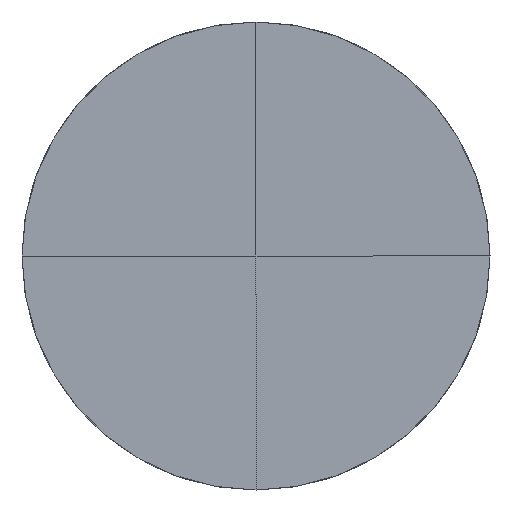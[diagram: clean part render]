
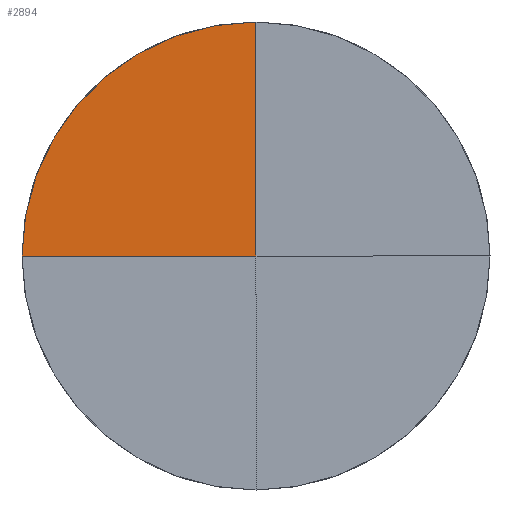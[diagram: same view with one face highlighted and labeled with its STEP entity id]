
A CAD part, left-side view. The second image highlights one B-rep face of the part: STEP entity #2894.
In plain terms, the highlighted planar face has unit normal (-1, 0, 0).
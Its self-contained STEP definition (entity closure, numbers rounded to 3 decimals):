
#2505 = CYLINDRICAL_SURFACE('',#2506,2.);
#2506 = AXIS2_PLACEMENT_3D('',#2507,#2508,#2509);
#2507 = CARTESIAN_POINT('',(0.5,0.,0.));
#2508 = DIRECTION('',(-1.,-0.,-0.));
#2509 = DIRECTION('',(0.,1.,0.));
#2685 = VERTEX_POINT('',#2686);
#2686 = CARTESIAN_POINT('',(0.,0.,2.));
#2706 = EDGE_CURVE('',#2707,#2685,#2709,.T.);
#2707 = VERTEX_POINT('',#2708);
#2708 = CARTESIAN_POINT('',(0.,2.,0.));
#2709 = SURFACE_CURVE('',#2710,(#2715,#2722),.PCURVE_S1.);
#2710 = CIRCLE('',#2711,2.);
#2711 = AXIS2_PLACEMENT_3D('',#2712,#2713,#2714);
#2712 = CARTESIAN_POINT('',(0.,0.,0.));
#2713 = DIRECTION('',(1.,0.,0.));
#2714 = DIRECTION('',(-0.,1.,0.));
#2715 = PCURVE('',#2505,#2716);
#2716 = DEFINITIONAL_REPRESENTATION('',(#2717),#2721);
#2717 = LINE('',#2718,#2719);
#2718 = CARTESIAN_POINT('',(-0.,0.5));
#2719 = VECTOR('',#2720,1.);
#2720 = DIRECTION('',(-1.,0.));
#2721 = ( GEOMETRIC_REPRESENTATION_CONTEXT(2) 
PARAMETRIC_REPRESENTATION_CONTEXT() REPRESENTATION_CONTEXT('2D SPACE',''
  ) );
#2722 = PCURVE('',#2723,#2728);
#2723 = PLANE('',#2724);
#2724 = AXIS2_PLACEMENT_3D('',#2725,#2726,#2727);
#2725 = CARTESIAN_POINT('',(0.,0.,0.));
#2726 = DIRECTION('',(1.,0.,0.));
#2727 = DIRECTION('',(-0.,1.,0.));
#2728 = DEFINITIONAL_REPRESENTATION('',(#2729),#2733);
#2729 = CIRCLE('',#2730,2.);
#2730 = AXIS2_PLACEMENT_2D('',#2731,#2732);
#2731 = CARTESIAN_POINT('',(0.,0.));
#2732 = DIRECTION('',(1.,0.));
#2733 = ( GEOMETRIC_REPRESENTATION_CONTEXT(2) 
PARAMETRIC_REPRESENTATION_CONTEXT() REPRESENTATION_CONTEXT('2D SPACE',''
  ) );
#2809 = PLANE('',#2810);
#2810 = AXIS2_PLACEMENT_3D('',#2811,#2812,#2813);
#2811 = CARTESIAN_POINT('',(0.,0.,0.));
#2812 = DIRECTION('',(1.,0.,0.));
#2813 = DIRECTION('',(0.,0.,-1.));
#2882 = PLANE('',#2883);
#2883 = AXIS2_PLACEMENT_3D('',#2884,#2885,#2886);
#2884 = CARTESIAN_POINT('',(0.,0.,0.));
#2885 = DIRECTION('',(1.,0.,0.));
#2886 = DIRECTION('',(0.,0.,1.));
#2894 = ADVANCED_FACE('',(#2895),#2723,.F.);
#2895 = FACE_BOUND('',#2896,.F.);
#2896 = EDGE_LOOP('',(#2897,#2898,#2921));
#2897 = ORIENTED_EDGE('',*,*,#2706,.T.);
#2898 = ORIENTED_EDGE('',*,*,#2899,.T.);
#2899 = EDGE_CURVE('',#2685,#2900,#2902,.T.);
#2900 = VERTEX_POINT('',#2901);
#2901 = CARTESIAN_POINT('',(0.,0.,0.));
#2902 = SURFACE_CURVE('',#2903,(#2907,#2914),.PCURVE_S1.);
#2903 = LINE('',#2904,#2905);
#2904 = CARTESIAN_POINT('',(0.,0.,2.));
#2905 = VECTOR('',#2906,1.);
#2906 = DIRECTION('',(0.,0.,-1.));
#2907 = PCURVE('',#2723,#2908);
#2908 = DEFINITIONAL_REPRESENTATION('',(#2909),#2913);
#2909 = LINE('',#2910,#2911);
#2910 = CARTESIAN_POINT('',(0.,2.));
#2911 = VECTOR('',#2912,1.);
#2912 = DIRECTION('',(0.,-1.));
#2913 = ( GEOMETRIC_REPRESENTATION_CONTEXT(2) 
PARAMETRIC_REPRESENTATION_CONTEXT() REPRESENTATION_CONTEXT('2D SPACE',''
  ) );
#2914 = PCURVE('',#2882,#2915);
#2915 = DEFINITIONAL_REPRESENTATION('',(#2916),#2920);
#2916 = LINE('',#2917,#2918);
#2917 = CARTESIAN_POINT('',(2.,0.));
#2918 = VECTOR('',#2919,1.);
#2919 = DIRECTION('',(-1.,0.));
#2920 = ( GEOMETRIC_REPRESENTATION_CONTEXT(2) 
PARAMETRIC_REPRESENTATION_CONTEXT() REPRESENTATION_CONTEXT('2D SPACE',''
  ) );
#2921 = ORIENTED_EDGE('',*,*,#2922,.F.);
#2922 = EDGE_CURVE('',#2707,#2900,#2923,.T.);
#2923 = SURFACE_CURVE('',#2924,(#2928,#2935),.PCURVE_S1.);
#2924 = LINE('',#2925,#2926);
#2925 = CARTESIAN_POINT('',(0.,2.,0.));
#2926 = VECTOR('',#2927,1.);
#2927 = DIRECTION('',(0.,-1.,0.));
#2928 = PCURVE('',#2723,#2929);
#2929 = DEFINITIONAL_REPRESENTATION('',(#2930),#2934);
#2930 = LINE('',#2931,#2932);
#2931 = CARTESIAN_POINT('',(2.,0.));
#2932 = VECTOR('',#2933,1.);
#2933 = DIRECTION('',(-1.,0.));
#2934 = ( GEOMETRIC_REPRESENTATION_CONTEXT(2) 
PARAMETRIC_REPRESENTATION_CONTEXT() REPRESENTATION_CONTEXT('2D SPACE',''
  ) );
#2935 = PCURVE('',#2809,#2936);
#2936 = DEFINITIONAL_REPRESENTATION('',(#2937),#2941);
#2937 = LINE('',#2938,#2939);
#2938 = CARTESIAN_POINT('',(0.,2.));
#2939 = VECTOR('',#2940,1.);
#2940 = DIRECTION('',(0.,-1.));
#2941 = ( GEOMETRIC_REPRESENTATION_CONTEXT(2) 
PARAMETRIC_REPRESENTATION_CONTEXT() REPRESENTATION_CONTEXT('2D SPACE',''
  ) );
